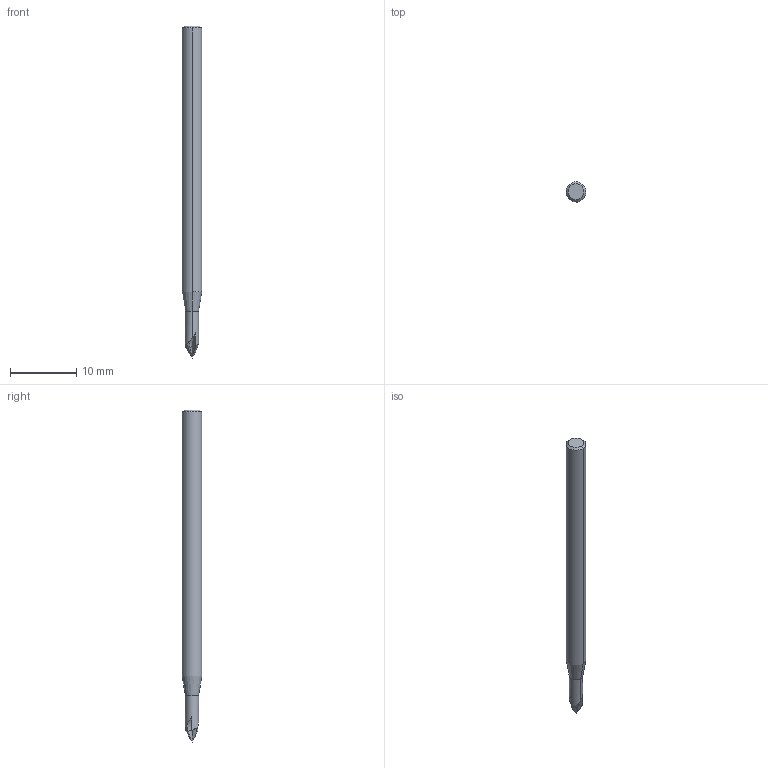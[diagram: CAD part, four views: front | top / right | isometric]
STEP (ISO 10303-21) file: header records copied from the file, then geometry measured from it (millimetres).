
FILE_DESCRIPTION(('no description'),'unknown implementation level');
FILE_NAME('BCU1-M09-0103-2-Detail.stp',' ',('CIMSOURCE GmbH'),('CADClick - KiM GmbH - www.kimweb.de'),'unknown preprocess','ACIS','unknown authorization');
FILE_SCHEMA(('automotive_design'));
Length unit declared in the file: millimetre
Products named in the file (4): NOCUT; 1; 2; 3
Bounding box: 3 x 3 x 50 mm (x, y, z)
Volume: 313.2 mm3; surface area: 455.4 mm2
Topology: 4 solids, 4 shells, 45 faces, 107 edges, 67 vertices
Faces by surface type: plane 27, cone 8, cylinder 7, torus 3
Entity records: 2661 total; most frequent: CARTESIAN_POINT 338, DIRECTION 224, STYLED_ITEM 219, PRESENTATION_STYLE_ASSIGNMENT 219, COLOUR_RGB 219, ORIENTED_EDGE 206, EDGE_CURVE 103, CURVE_STYLE 103
